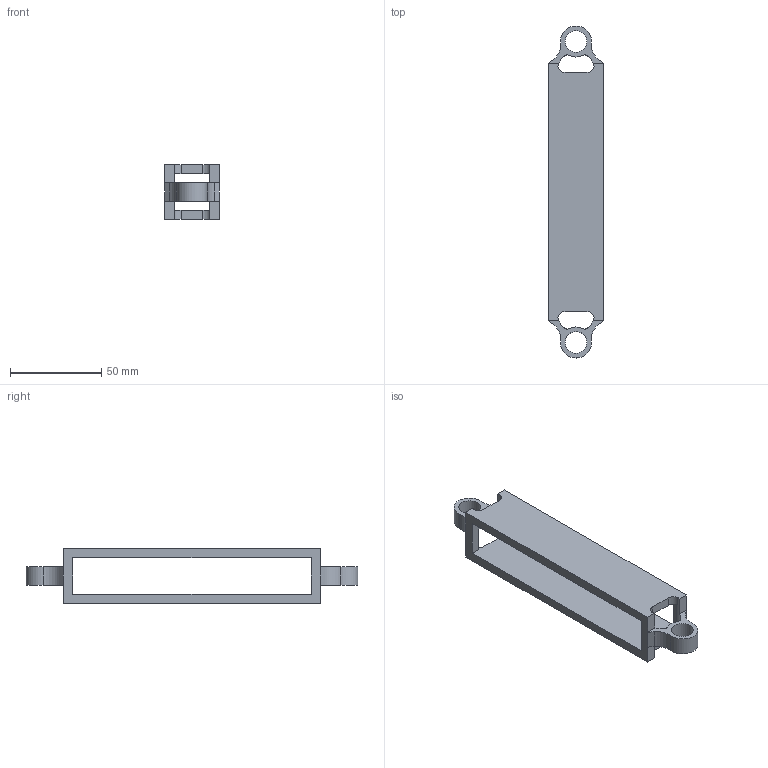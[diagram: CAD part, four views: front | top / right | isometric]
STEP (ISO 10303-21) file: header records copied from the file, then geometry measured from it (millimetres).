
FILE_DESCRIPTION(/* description */ (''),/* implementation_level */ '2;1');
FILE_NAME(/* name */ 'ElectronicsRack v1.step',/* time_stamp */ '2023-09-28T22:48:03-04:00',/* author */ (''),/* organization */ (''),/* preprocessor_version */ 'ST-DEVELOPER v20',/* originating_system */ 'Autodesk Translation Framework v12.14.0.127',/* authorisation */ '');
FILE_SCHEMA (('AUTOMOTIVE_DESIGN { 1 0 10303 214 3 1 1 }'));
Length unit declared in the file: millimetre
Products named in the file (1): ElectronicsRack
Bounding box: 30 x 182 x 30 mm (x, y, z)
Volume: 46016.8 mm3; surface area: 24029 mm2
Topology: 1 solids, 1 shells, 64 faces, 202 edges, 132 vertices
Faces by surface type: plane 38, cylinder 26
Full cylindrical faces by diameter (mm): 12 x2
Entity records: 2300 total; most frequent: ORIENTED_EDGE 404, DIRECTION 400, CARTESIAN_POINT 399, EDGE_CURVE 202, LINE 134, VECTOR 134, AXIS2_PLACEMENT_3D 133, VERTEX_POINT 132
